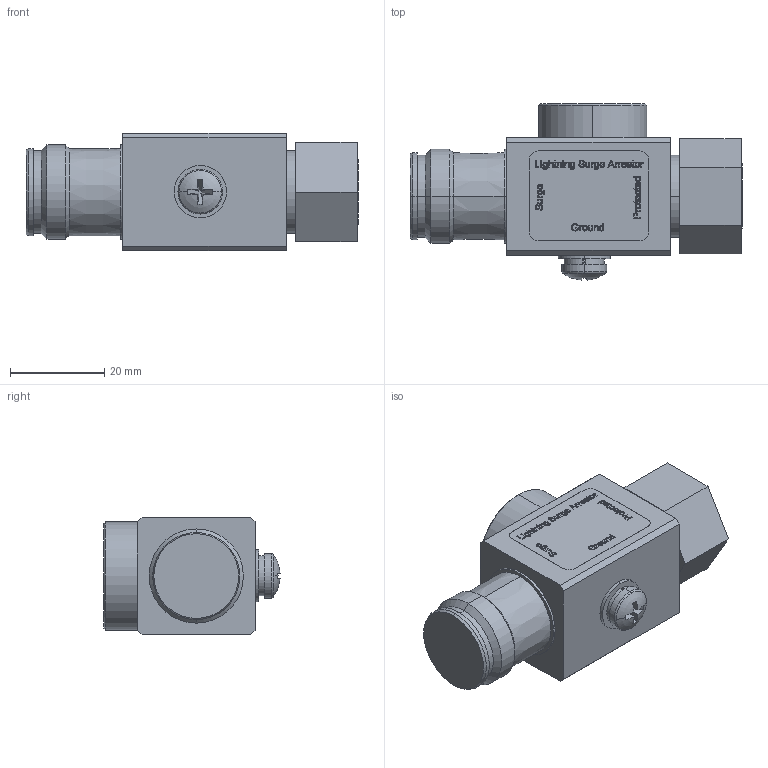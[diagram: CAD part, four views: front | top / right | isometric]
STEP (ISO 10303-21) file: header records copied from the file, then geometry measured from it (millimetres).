
FILE_DESCRIPTION (( 'STEP AP214' ), '1' );
FILE_NAME ('FMSP1070_3D.STEP', '2023-09-06T11:58:47', ( '' ), ( '' ), 'SwSTEP 2.0', 'SolidWorks 2022', '' );
FILE_SCHEMA (( 'AUTOMOTIVE_DESIGN' ));
Length unit declared in the file: inch
Products named in the file (7): CR-PHMS 0.19-24x0.75x0.75-S^QWP-43M43F-ER_3D(2)_FMSP1070; LW 0.19^QWP-43M43F-ER_3D(2)_FMSP1070; QWP-43M43F-ER^QWP-43M43F-ER_3D(2)_FMSP1070; QWP-43M43F-ER_LABEL2^QWP-43M43F-ER_3D(2)_FMSP1070; QWP-43M43F-ER_3D(2)^FMSP1070; FMSP1070_3D; 2103-053^QWP-43M43F-ER_3D(2)_FMSP1070
Assembly tree (6 placements, depth 3):
  FMSP1070_3D
    QWP-43M43F-ER_3D(2)^FMSP1070
      QWP-43M43F-ER^QWP-43M43F-ER_3D(2)_FMSP1070
      LW 0.19^QWP-43M43F-ER_3D(2)_FMSP1070
      2103-053^QWP-43M43F-ER_3D(2)_FMSP1070
      CR-PHMS 0.19-24x0.75x0.75-S^QWP-43M43F-ER_3D(2)_FMSP1070
      QWP-43M43F-ER_LABEL2^QWP-43M43F-ER_3D(2)_FMSP1070
Bounding box: 70.5 x 37.39 x 25.03 mm (x, y, z)
Volume: 36451 mm3; surface area: 9704.1 mm2
Topology: 5 solids, 5 shells, 806 faces, 2126 edges, 1396 vertices
Faces by surface type: plane 352, bspline 306, cone 82, cylinder 60, torus 4, sphere 2
Entity records: 40140 total; most frequent: CARTESIAN_POINT 21436, ORIENTED_EDGE 4252, DIRECTION 2796, EDGE_CURVE 2126, VERTEX_POINT 1396, LINE 1252, VECTOR 1252, EDGE_LOOP 874
